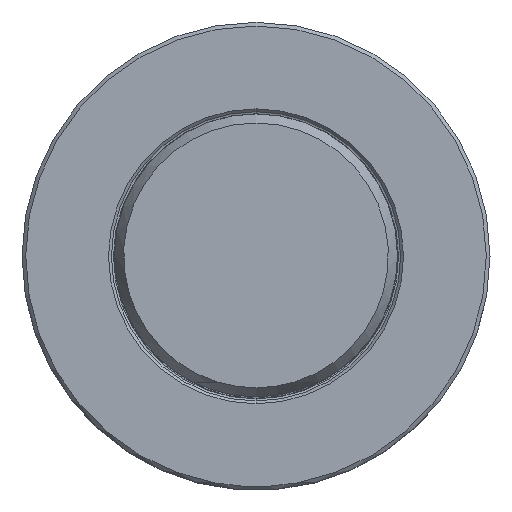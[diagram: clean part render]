
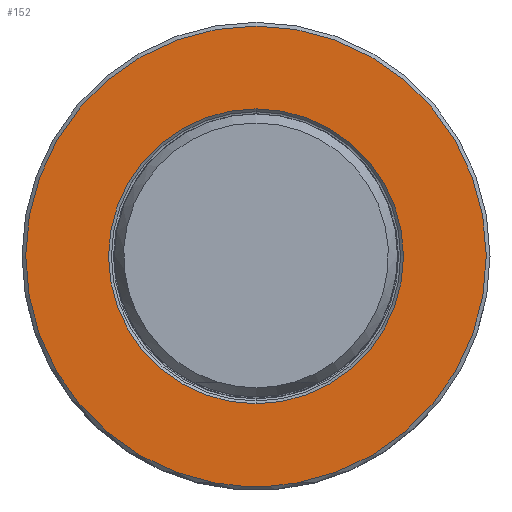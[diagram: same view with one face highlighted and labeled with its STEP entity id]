
A CAD part, top view. The second image highlights one B-rep face of the part: STEP entity #152.
In plain terms, the highlighted planar face has unit normal (0, 0, 1).
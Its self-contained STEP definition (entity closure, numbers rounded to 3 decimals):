
#28=FACE_BOUND('',#296,.T.);
#29=FACE_BOUND('',#297,.T.);
#33=PLANE('',#1215);
#152=ADVANCED_FACE('',(#28,#29),#33,.T.);
#296=EDGE_LOOP('',(#499,#500,#501));
#297=EDGE_LOOP('',(#502,#503));
#499=ORIENTED_EDGE('',*,*,#758,.F.);
#500=ORIENTED_EDGE('',*,*,#761,.F.);
#501=ORIENTED_EDGE('',*,*,#760,.F.);
#502=ORIENTED_EDGE('',*,*,#762,.F.);
#503=ORIENTED_EDGE('',*,*,#763,.F.);
#639=VERTEX_POINT('',#2389);
#640=VERTEX_POINT('',#2391);
#641=VERTEX_POINT('',#2400);
#642=VERTEX_POINT('',#2404);
#643=VERTEX_POINT('',#2405);
#758=EDGE_CURVE('',#639,#640,#909,.T.);
#760=EDGE_CURVE('',#640,#641,#910,.T.);
#761=EDGE_CURVE('',#641,#639,#911,.T.);
#762=EDGE_CURVE('',#642,#643,#912,.T.);
#763=EDGE_CURVE('',#643,#642,#913,.T.);
#909=CIRCLE('',#1208,31.);
#910=CIRCLE('',#1210,31.);
#911=CIRCLE('',#1211,31.);
#912=CIRCLE('',#1213,19.85);
#913=CIRCLE('',#1214,19.85);
#1208=AXIS2_PLACEMENT_3D('',#2390,#1471,#1472);
#1210=AXIS2_PLACEMENT_3D('',#2399,#1475,#1476);
#1211=AXIS2_PLACEMENT_3D('',#2401,#1477,#1478);
#1213=AXIS2_PLACEMENT_3D('',#2403,#1481,#1482);
#1214=AXIS2_PLACEMENT_3D('',#2406,#1483,#1484);
#1215=AXIS2_PLACEMENT_3D('',#2407,#1485,#1486);
#1471=DIRECTION('',(0.,0.,-1.));
#1472=DIRECTION('',(0.179,-0.984,0.));
#1475=DIRECTION('',(0.,0.,-1.));
#1476=DIRECTION('',(-0.179,-0.984,0.));
#1477=DIRECTION('',(0.,0.,-1.));
#1478=DIRECTION('',(0.,1.,0.));
#1481=DIRECTION('',(0.,0.,1.));
#1482=DIRECTION('',(0.,-1.,0.));
#1483=DIRECTION('',(0.,0.,1.));
#1484=DIRECTION('',(0.,1.,0.));
#1485=DIRECTION('',(0.,0.,1.));
#1486=DIRECTION('',(0.,1.,0.));
#2389=CARTESIAN_POINT('',(5.545,-30.5,0.));
#2390=CARTESIAN_POINT('',(0.,0.,0.));
#2391=CARTESIAN_POINT('',(-5.545,-30.5,0.));
#2399=CARTESIAN_POINT('',(0.,0.,0.));
#2400=CARTESIAN_POINT('',(0.,31.,0.));
#2401=CARTESIAN_POINT('',(0.,0.,0.));
#2403=CARTESIAN_POINT('',(0.,0.,0.));
#2404=CARTESIAN_POINT('',(0.,-19.85,0.));
#2405=CARTESIAN_POINT('',(0.,19.85,0.));
#2406=CARTESIAN_POINT('',(0.,0.,0.));
#2407=CARTESIAN_POINT('',(0.,0.,0.));
